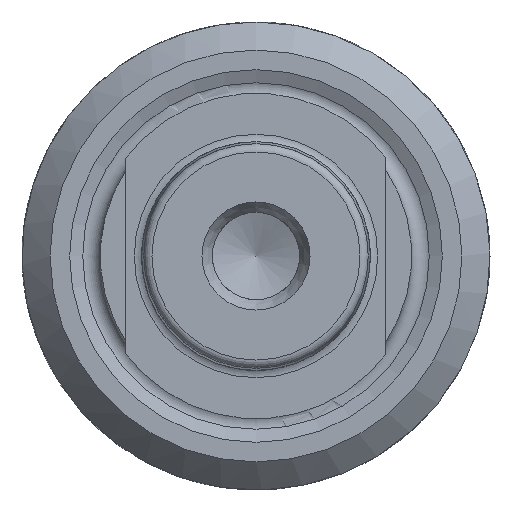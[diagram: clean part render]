
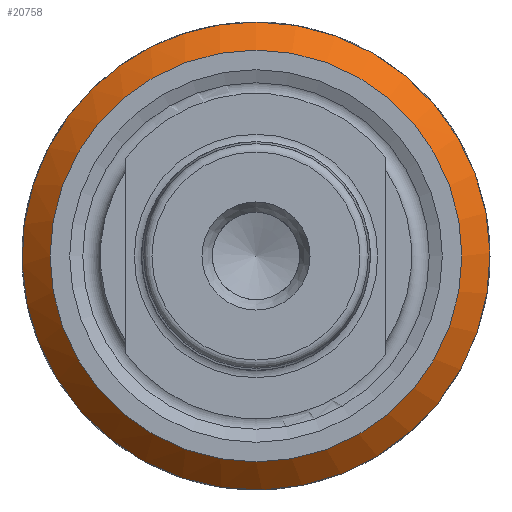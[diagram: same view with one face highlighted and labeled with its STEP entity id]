
A CAD part, left-side view. The second image highlights one B-rep face of the part: STEP entity #20758.
In plain terms, the highlighted conical face has half-angle 45 degrees and reference radius 11.25 mm.
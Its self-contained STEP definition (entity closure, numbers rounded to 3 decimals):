
#1671 = AXIS2_PLACEMENT_3D ( 'NONE', #27981, #16977, #14916 ) ;
#5232 = AXIS2_PLACEMENT_3D ( 'NONE', #20268, #9174, #7119 ) ;
#6245 = DIRECTION ( 'NONE',  ( 0., 0., -1. ) ) ;
#7119 = DIRECTION ( 'NONE',  ( 0., 0., 1. ) ) ;
#8107 = VERTEX_POINT ( 'NONE', #19520 ) ;
#8303 = CONICAL_SURFACE ( 'NONE', #9134, 11.25, 0.785 ) ;
#9134 = AXIS2_PLACEMENT_3D ( 'NONE', #17058, #10859, #6245 ) ;
#9174 = DIRECTION ( 'NONE',  ( -1., 0., 0. ) ) ;
#10122 = VERTEX_POINT ( 'NONE', #13247 ) ;
#10779 = ORIENTED_EDGE ( 'NONE', *, *, #23161, .F. ) ;
#10859 = DIRECTION ( 'NONE',  ( 1., 0., 0. ) ) ;
#11419 = EDGE_CURVE ( 'NONE', #8107, #8107, #23717, .T. ) ;
#13247 = CARTESIAN_POINT ( 'NONE',  ( -37.5, 0., 9.9 ) ) ;
#14916 = DIRECTION ( 'NONE',  ( 0., 0., 1. ) ) ;
#16474 = EDGE_LOOP ( 'NONE', ( #22507 ) ) ;
#16759 = FACE_BOUND ( 'NONE', #19348, .T. ) ;
#16977 = DIRECTION ( 'NONE',  ( -1., 0., 0. ) ) ;
#17058 = CARTESIAN_POINT ( 'NONE',  ( -36.15, 0., 0. ) ) ;
#19348 = EDGE_LOOP ( 'NONE', ( #10779 ) ) ;
#19520 = CARTESIAN_POINT ( 'NONE',  ( -36.15, 0., 11.25 ) ) ;
#20268 = CARTESIAN_POINT ( 'NONE',  ( -36.15, 0., 0. ) ) ;
#20758 = ADVANCED_FACE ( 'NONE', ( #16759, #22508 ), #8303, .T. ) ;
#22507 = ORIENTED_EDGE ( 'NONE', *, *, #11419, .T. ) ;
#22508 = FACE_OUTER_BOUND ( 'NONE', #16474, .T. ) ;
#23161 = EDGE_CURVE ( 'NONE', #10122, #10122, #23788, .T. ) ;
#23717 = CIRCLE ( 'NONE', #5232, 11.25 ) ;
#23788 = CIRCLE ( 'NONE', #1671, 9.9 ) ;
#27981 = CARTESIAN_POINT ( 'NONE',  ( -37.5, 0., 0. ) ) ;
